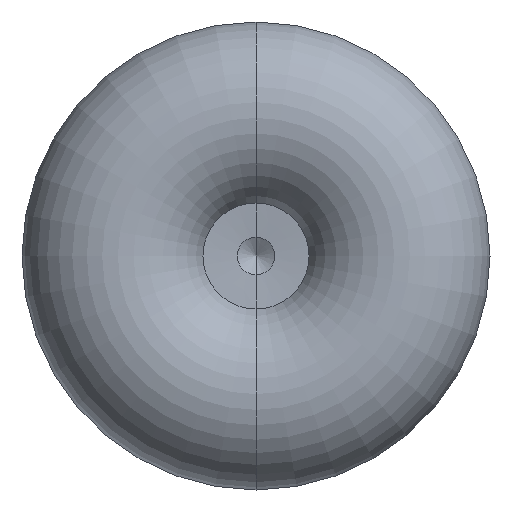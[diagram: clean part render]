
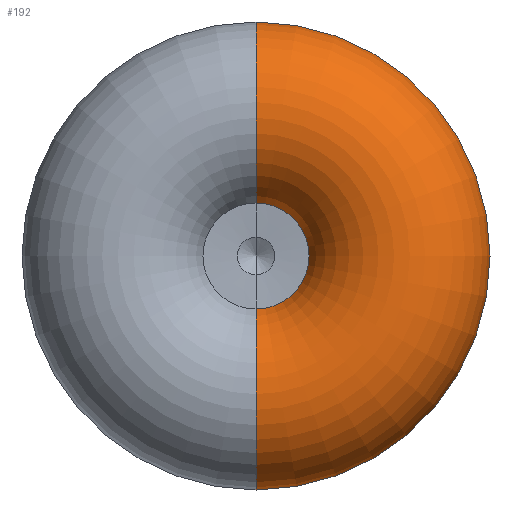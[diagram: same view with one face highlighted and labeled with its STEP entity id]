
A CAD part, front view. The second image highlights one B-rep face of the part: STEP entity #192.
In plain terms, the highlighted toroidal (fillet/blend) face has major radius 7.5 mm and minor radius 5 mm.
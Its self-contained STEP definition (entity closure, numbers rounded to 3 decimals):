
#5 = CARTESIAN_POINT ( 'NONE',  ( 0., 9., 10.5 ) ) ;
#36 = CIRCLE ( 'NONE', #416, 5. ) ;
#56 = CARTESIAN_POINT ( 'NONE',  ( 0., 5., 0. ) ) ;
#68 = FACE_OUTER_BOUND ( 'NONE', #111, .T. ) ;
#82 = EDGE_CURVE ( 'NONE', #464, #201, #36, .T. ) ;
#102 = DIRECTION ( 'NONE',  ( 0., 0., -1. ) ) ;
#105 = DIRECTION ( 'NONE',  ( 0., 1., 0. ) ) ;
#108 = DIRECTION ( 'NONE',  ( 0., 0., 1. ) ) ;
#111 = EDGE_LOOP ( 'NONE', ( #418, #343, #625, #190 ) ) ;
#154 = AXIS2_PLACEMENT_3D ( 'NONE', #438, #540, #102 ) ;
#190 = ORIENTED_EDGE ( 'NONE', *, *, #254, .F. ) ;
#192 = ADVANCED_FACE ( 'NONE', ( #68 ), #481, .T. ) ;
#201 = VERTEX_POINT ( 'NONE', #542 ) ;
#210 = CIRCLE ( 'NONE', #154, 2.832 ) ;
#229 = DIRECTION ( 'NONE',  ( -1., 0., 0. ) ) ;
#253 = DIRECTION ( 'NONE',  ( 0., 1., 0. ) ) ;
#254 = EDGE_CURVE ( 'NONE', #648, #563, #660, .T. ) ;
#260 = CARTESIAN_POINT ( 'NONE',  ( 0., 3.208, -2.832 ) ) ;
#299 = AXIS2_PLACEMENT_3D ( 'NONE', #647, #229, #108 ) ;
#330 = CIRCLE ( 'NONE', #564, 10.5 ) ;
#343 = ORIENTED_EDGE ( 'NONE', *, *, #82, .T. ) ;
#347 = EDGE_CURVE ( 'NONE', #563, #201, #330, .T. ) ;
#363 = DIRECTION ( 'NONE',  ( 0., 0., -1. ) ) ;
#416 = AXIS2_PLACEMENT_3D ( 'NONE', #417, #634, #363 ) ;
#417 = CARTESIAN_POINT ( 'NONE',  ( 0., 5., -7.5 ) ) ;
#418 = ORIENTED_EDGE ( 'NONE', *, *, #523, .T. ) ;
#420 = DIRECTION ( 'NONE',  ( 0., 0., -1. ) ) ;
#431 = DIRECTION ( 'NONE',  ( 0., 0., 1. ) ) ;
#438 = CARTESIAN_POINT ( 'NONE',  ( 0., 3.208, 0. ) ) ;
#464 = VERTEX_POINT ( 'NONE', #260 ) ;
#481 = TOROIDAL_SURFACE ( 'NONE', #661, 7.5, 5. ) ;
#502 = CARTESIAN_POINT ( 'NONE',  ( 0., 3.208, 2.832 ) ) ;
#523 = EDGE_CURVE ( 'NONE', #648, #464, #210, .T. ) ;
#540 = DIRECTION ( 'NONE',  ( 0., 1., 0. ) ) ;
#542 = CARTESIAN_POINT ( 'NONE',  ( 0., 9., -10.5 ) ) ;
#563 = VERTEX_POINT ( 'NONE', #5 ) ;
#564 = AXIS2_PLACEMENT_3D ( 'NONE', #668, #253, #420 ) ;
#625 = ORIENTED_EDGE ( 'NONE', *, *, #347, .F. ) ;
#634 = DIRECTION ( 'NONE',  ( 1., 0., 0. ) ) ;
#647 = CARTESIAN_POINT ( 'NONE',  ( 0., 5., 7.5 ) ) ;
#648 = VERTEX_POINT ( 'NONE', #502 ) ;
#660 = CIRCLE ( 'NONE', #299, 5. ) ;
#661 = AXIS2_PLACEMENT_3D ( 'NONE', #56, #105, #431 ) ;
#668 = CARTESIAN_POINT ( 'NONE',  ( 0., 9., 0. ) ) ;
